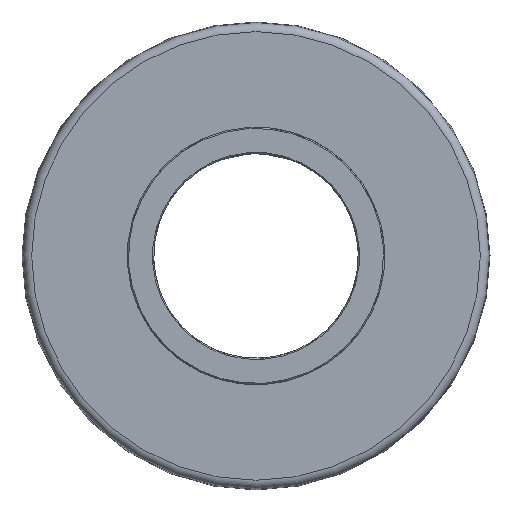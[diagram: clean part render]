
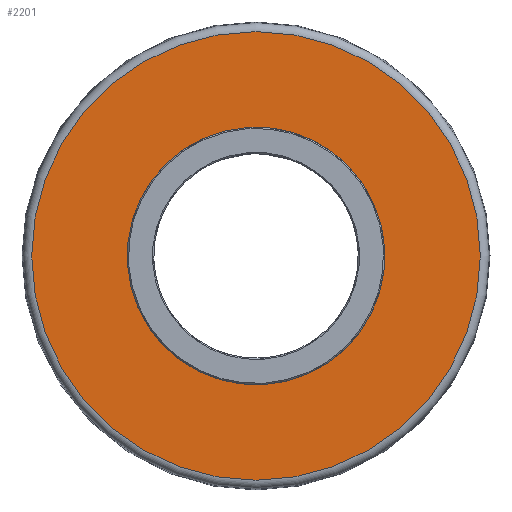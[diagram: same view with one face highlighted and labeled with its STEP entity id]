
A CAD part, left-side view. The second image highlights one B-rep face of the part: STEP entity #2201.
In plain terms, the highlighted planar face has unit normal (-1, 0, 0).
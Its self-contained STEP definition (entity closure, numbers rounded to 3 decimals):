
#77=PLANE('',#2578);
#100=FACE_BOUND('',#320,.T.);
#200=FACE_OUTER_BOUND('',#319,.T.);
#319=EDGE_LOOP('',(#1883,#1884));
#320=EDGE_LOOP('',(#1885,#1886));
#543=CIRCLE('',#2501,22.);
#544=CIRCLE('',#2502,22.);
#583=CIRCLE('',#2572,38.343);
#584=CIRCLE('',#2573,38.343);
#898=VERTEX_POINT('',#3877);
#899=VERTEX_POINT('',#3879);
#938=VERTEX_POINT('',#4065);
#939=VERTEX_POINT('',#4067);
#1203=EDGE_CURVE('',#898,#899,#543,.T.);
#1204=EDGE_CURVE('',#899,#898,#544,.T.);
#1269=EDGE_CURVE('',#938,#939,#583,.T.);
#1270=EDGE_CURVE('',#939,#938,#584,.T.);
#1883=ORIENTED_EDGE('',*,*,#1270,.F.);
#1884=ORIENTED_EDGE('',*,*,#1269,.F.);
#1885=ORIENTED_EDGE('',*,*,#1204,.F.);
#1886=ORIENTED_EDGE('',*,*,#1203,.F.);
#2201=ADVANCED_FACE('',(#200,#100),#77,.T.);
#2501=AXIS2_PLACEMENT_3D('',#3880,#3183,#3184);
#2502=AXIS2_PLACEMENT_3D('',#3881,#3185,#3186);
#2572=AXIS2_PLACEMENT_3D('',#4068,#3348,#3349);
#2573=AXIS2_PLACEMENT_3D('',#4069,#3350,#3351);
#2578=AXIS2_PLACEMENT_3D('',#4103,#3360,#3361);
#3183=DIRECTION('center_axis',(-1.,0.,0.));
#3184=DIRECTION('ref_axis',(0.,0.,-1.));
#3185=DIRECTION('center_axis',(-1.,0.,0.));
#3186=DIRECTION('ref_axis',(0.,0.,-1.));
#3348=DIRECTION('center_axis',(1.,0.,0.));
#3349=DIRECTION('ref_axis',(0.,-1.,0.));
#3350=DIRECTION('center_axis',(1.,0.,0.));
#3351=DIRECTION('ref_axis',(0.,-1.,0.));
#3360=DIRECTION('center_axis',(-1.,0.,0.));
#3361=DIRECTION('ref_axis',(0.,0.,1.));
#3877=CARTESIAN_POINT('',(-14.,1.558,21.945));
#3879=CARTESIAN_POINT('',(-14.,0.,22.));
#3880=CARTESIAN_POINT('Origin',(-14.,0.,0.));
#3881=CARTESIAN_POINT('Origin',(-14.,0.,0.));
#4065=CARTESIAN_POINT('',(-14.,0.,38.343));
#4067=CARTESIAN_POINT('',(-14.,38.343,0.));
#4068=CARTESIAN_POINT('Origin',(-14.,0.,0.));
#4069=CARTESIAN_POINT('Origin',(-14.,0.,0.));
#4103=CARTESIAN_POINT('Origin',(-14.,39.804,0.));
